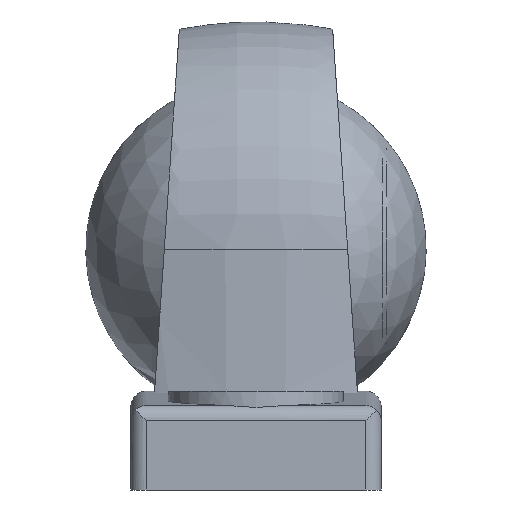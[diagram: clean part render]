
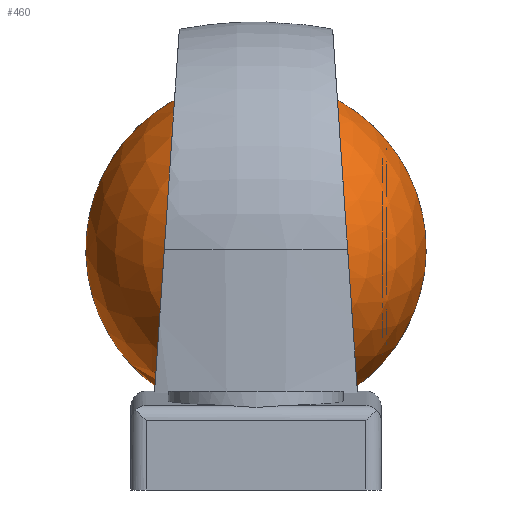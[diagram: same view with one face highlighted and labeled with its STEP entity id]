
A CAD part, front view. The second image highlights one B-rep face of the part: STEP entity #460.
In plain terms, the highlighted spherical face has radius 26 mm.
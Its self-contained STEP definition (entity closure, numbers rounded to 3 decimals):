
#460=ADVANCED_FACE('',(#1131),#1132,.F.);
#1131=FACE_OUTER_BOUND('',#2141,.T.);
#1132=SPHERICAL_SURFACE('',#2142,26.);
#2141=EDGE_LOOP('',(#3153,#3154,#3155,#3156,#3157,#3158,#3159,#3160));
#2142=AXIS2_PLACEMENT_3D('',#3161,#3162,#3163);
#3153=ORIENTED_EDGE('',*,*,#5729,.T.);
#3154=ORIENTED_EDGE('',*,*,#5761,.T.);
#3155=ORIENTED_EDGE('',*,*,#5735,.T.);
#3156=ORIENTED_EDGE('',*,*,#5762,.T.);
#3157=ORIENTED_EDGE('',*,*,#5763,.T.);
#3158=ORIENTED_EDGE('',*,*,#5764,.F.);
#3159=ORIENTED_EDGE('',*,*,#5765,.T.);
#3160=ORIENTED_EDGE('',*,*,#5766,.T.);
#3161=CARTESIAN_POINT('',(0.,0.0,0.0));
#3162=DIRECTION('',(0.0,-1.0,0.));
#3163=DIRECTION('',(1.0,0.0,0.0));
#5729=EDGE_CURVE('',#6796,#6797,#6798,.T.);
#5735=EDGE_CURVE('',#6809,#6807,#6810,.T.);
#5761=EDGE_CURVE('',#6797,#6809,#6845,.T.);
#5762=EDGE_CURVE('',#6807,#6846,#6847,.T.);
#5763=EDGE_CURVE('',#6846,#6848,#6849,.T.);
#5764=EDGE_CURVE('',#6850,#6848,#6851,.T.);
#5765=EDGE_CURVE('',#6850,#6852,#6853,.T.);
#5766=EDGE_CURVE('',#6852,#6796,#6854,.T.);
#6796=VERTEX_POINT('',#8586);
#6797=VERTEX_POINT('',#8587);
#6798=CIRCLE('',#8588,26.);
#6807=VERTEX_POINT('',#8597);
#6809=VERTEX_POINT('',#8599);
#6810=CIRCLE('',#8600,26.);
#6845=CIRCLE('',#8726,25.783);
#6846=VERTEX_POINT('',#8727);
#6847=CIRCLE('',#8728,26.);
#6848=VERTEX_POINT('',#8729);
#6849=CIRCLE('',#8730,23.829);
#6850=VERTEX_POINT('',#8731);
#6851=CIRCLE('',#8732,24.571);
#6852=VERTEX_POINT('',#8733);
#6853=CIRCLE('',#8734,23.829);
#6854=CIRCLE('',#8735,26.);
#8586=CARTESIAN_POINT('',(0.,-26.,0.));
#8587=CARTESIAN_POINT('',(3.35,-25.783,0.));
#8588=AXIS2_PLACEMENT_3D('',#11676,#11677,#11678);
#8597=CARTESIAN_POINT('',(0.,26.,0.));
#8599=CARTESIAN_POINT('',(3.35,25.783,0.));
#8600=AXIS2_PLACEMENT_3D('',#11694,#11695,#11696);
#8726=AXIS2_PLACEMENT_3D('',#11725,#11726,#11727);
#8727=CARTESIAN_POINT('',(0.,23.829,-10.4));
#8728=AXIS2_PLACEMENT_3D('',#11728,#11729,#11730);
#8729=CARTESIAN_POINT('',(-8.5,22.262,-10.4));
#8730=AXIS2_PLACEMENT_3D('',#11731,#11732,#11733);
#8731=CARTESIAN_POINT('',(-8.5,-22.262,-10.4));
#8732=AXIS2_PLACEMENT_3D('',#11734,#11735,#11736);
#8733=CARTESIAN_POINT('',(0.,-23.829,-10.4));
#8734=AXIS2_PLACEMENT_3D('',#11737,#11738,#11739);
#8735=AXIS2_PLACEMENT_3D('',#11740,#11741,#11742);
#11676=CARTESIAN_POINT('',(0.,0.0,0.0));
#11677=DIRECTION('',(0.,0.,1.0));
#11678=DIRECTION('',(0.0,-1.0,0.));
#11694=CARTESIAN_POINT('',(0.,0.0,0.0));
#11695=DIRECTION('',(0.,0.,1.0));
#11696=DIRECTION('',(0.0,-1.0,0.));
#11725=CARTESIAN_POINT('',(3.35,0.0,0.0));
#11726=DIRECTION('',(1.0,0.0,-0.0));
#11727=DIRECTION('',(0.0,0.,1.0));
#11728=CARTESIAN_POINT('',(0.0,0.0,0.));
#11729=DIRECTION('',(-1.0,0.0,0.));
#11730=DIRECTION('',(0.,0.0,1.0));
#11731=CARTESIAN_POINT('',(0.,0.,-10.4));
#11732=DIRECTION('',(0.,0.,1.0));
#11733=DIRECTION('',(0.0,-1.0,0.));
#11734=CARTESIAN_POINT('',(-8.5,0.0,0.));
#11735=DIRECTION('',(1.0,0.0,0.));
#11736=DIRECTION('',(0.,0.0,-1.0));
#11737=CARTESIAN_POINT('',(0.,0.,-10.4));
#11738=DIRECTION('',(0.,0.,1.0));
#11739=DIRECTION('',(0.0,-1.0,0.));
#11740=CARTESIAN_POINT('',(0.0,0.0,0.));
#11741=DIRECTION('',(-1.0,0.0,0.));
#11742=DIRECTION('',(0.,0.0,1.0));
